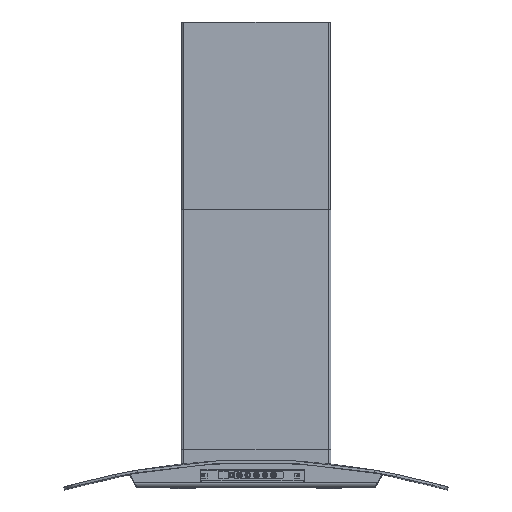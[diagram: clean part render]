
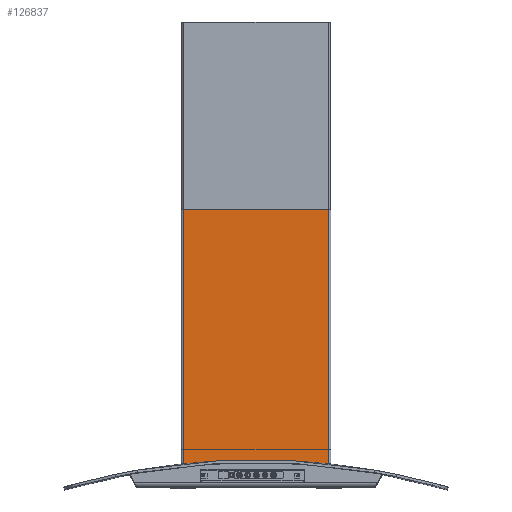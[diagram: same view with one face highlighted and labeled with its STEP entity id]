
A CAD part, top view. The second image highlights one B-rep face of the part: STEP entity #126837.
In plain terms, the highlighted planar face has unit normal (0, 0, 1).
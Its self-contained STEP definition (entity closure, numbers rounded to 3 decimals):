
#126193=DIRECTION('',(0.,1.,0.));
#126194=VECTOR('',#126193,600.);
#126195=CARTESIAN_POINT('',(170.,-300.,145.));
#126196=LINE('',#126195,#126194);
#126229=DIRECTION('',(1.,0.,0.));
#126230=VECTOR('',#126229,340.);
#126231=CARTESIAN_POINT('',(-170.,300.,145.));
#126232=LINE('',#126231,#126230);
#126241=DIRECTION('',(0.,1.,0.));
#126242=VECTOR('',#126241,600.);
#126243=CARTESIAN_POINT('',(-170.,-300.,145.));
#126244=LINE('',#126243,#126242);
#126245=DIRECTION('',(1.,0.,0.));
#126246=VECTOR('',#126245,340.);
#126247=CARTESIAN_POINT('',(-170.,-300.,145.));
#126248=LINE('',#126247,#126246);
#126421=CARTESIAN_POINT('',(-170.,-300.,145.));
#126422=VERTEX_POINT('',#126421);
#126423=CARTESIAN_POINT('',(170.,-300.,145.));
#126424=VERTEX_POINT('',#126423);
#126435=CARTESIAN_POINT('',(-170.,300.,145.));
#126436=VERTEX_POINT('',#126435);
#126437=CARTESIAN_POINT('',(170.,300.,145.));
#126438=VERTEX_POINT('',#126437);
#126824=CARTESIAN_POINT('',(-170.,-300.,145.));
#126825=DIRECTION('',(0.,0.,1.));
#126826=DIRECTION('',(1.,0.,0.));
#126827=AXIS2_PLACEMENT_3D('',#126824,#126825,#126826);
#126828=PLANE('',#126827);
#126830=ORIENTED_EDGE('',*,*,#126829,.F.);
#126832=ORIENTED_EDGE('',*,*,#126831,.T.);
#126833=ORIENTED_EDGE('',*,*,#126814,.T.);
#126834=ORIENTED_EDGE('',*,*,#126759,.F.);
#126835=EDGE_LOOP('',(#126830,#126832,#126833,#126834));
#126836=FACE_OUTER_BOUND('',#126835,.F.);
#126837=ADVANCED_FACE('',(#126836),#126828,.T.);
#126759=EDGE_CURVE('',#126424,#126438,#126196,.T.);
#126814=EDGE_CURVE('',#126436,#126438,#126232,.T.);
#126829=EDGE_CURVE('',#126422,#126424,#126248,.T.);
#126831=EDGE_CURVE('',#126422,#126436,#126244,.T.);
